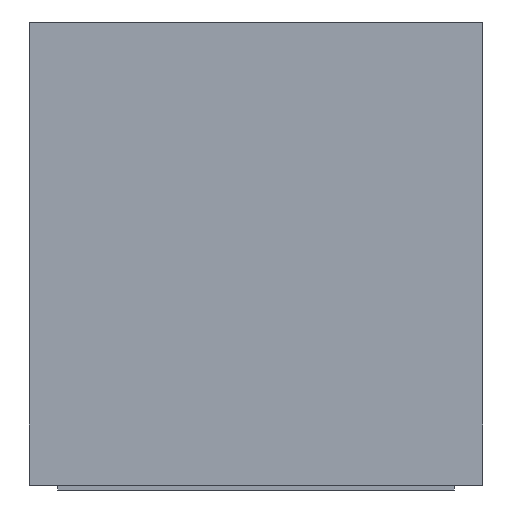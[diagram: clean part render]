
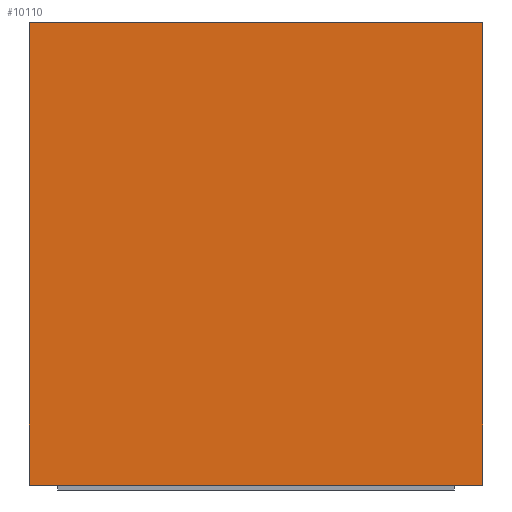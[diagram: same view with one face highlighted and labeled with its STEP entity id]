
A CAD part, left-side view. The second image highlights one B-rep face of the part: STEP entity #10110.
In plain terms, the highlighted planar face has unit normal (-1, 0, 0).
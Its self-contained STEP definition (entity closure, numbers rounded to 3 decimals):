
#146=DIRECTION('',(0.,-1.,0.));
#147=VECTOR('',#146,3.2);
#148=CARTESIAN_POINT('',(-7.5,1.6,0.035));
#149=LINE('',#148,#147);
#154=DIRECTION('',(0.,0.,-1.));
#155=VECTOR('',#154,3.265);
#156=CARTESIAN_POINT('',(-7.5,1.6,3.3));
#157=LINE('',#156,#155);
#170=DIRECTION('',(0.,0.,1.));
#171=VECTOR('',#170,3.265);
#172=CARTESIAN_POINT('',(-7.5,-1.6,0.035));
#173=LINE('',#172,#171);
#178=DIRECTION('',(0.,-1.,0.));
#179=VECTOR('',#178,3.2);
#180=CARTESIAN_POINT('',(-7.5,1.6,3.3));
#181=LINE('',#180,#179);
#7434=CARTESIAN_POINT('',(-7.5,1.6,0.035));
#7435=CARTESIAN_POINT('',(-7.5,-1.6,0.035));
#7436=VERTEX_POINT('',#7434);
#7437=VERTEX_POINT('',#7435);
#7442=CARTESIAN_POINT('',(-7.5,1.6,3.3));
#7443=CARTESIAN_POINT('',(-7.5,-1.6,3.3));
#7444=VERTEX_POINT('',#7442);
#7445=VERTEX_POINT('',#7443);
#10096=CARTESIAN_POINT('',(-7.5,1.6,0.));
#10097=DIRECTION('',(-1.,0.,0.));
#10098=DIRECTION('',(0.,-1.,0.));
#10099=AXIS2_PLACEMENT_3D('',#10096,#10097,#10098);
#10100=PLANE('',#10099);
#10102=ORIENTED_EDGE('',*,*,#10101,.F.);
#10104=ORIENTED_EDGE('',*,*,#10103,.T.);
#10106=ORIENTED_EDGE('',*,*,#10105,.F.);
#10107=ORIENTED_EDGE('',*,*,#9955,.F.);
#10108=EDGE_LOOP('',(#10102,#10104,#10106,#10107));
#10109=FACE_OUTER_BOUND('',#10108,.F.);
#10110=ADVANCED_FACE('',(#10109),#10100,.T.);
#9955=EDGE_CURVE('',#7436,#7437,#149,.T.);
#10101=EDGE_CURVE('',#7444,#7436,#157,.T.);
#10103=EDGE_CURVE('',#7444,#7445,#181,.T.);
#10105=EDGE_CURVE('',#7437,#7445,#173,.T.);
